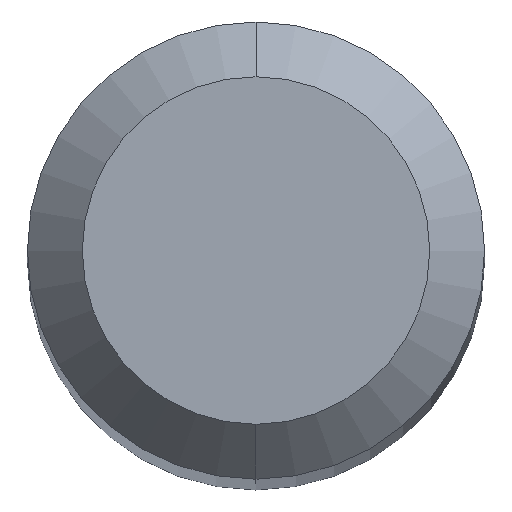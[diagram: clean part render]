
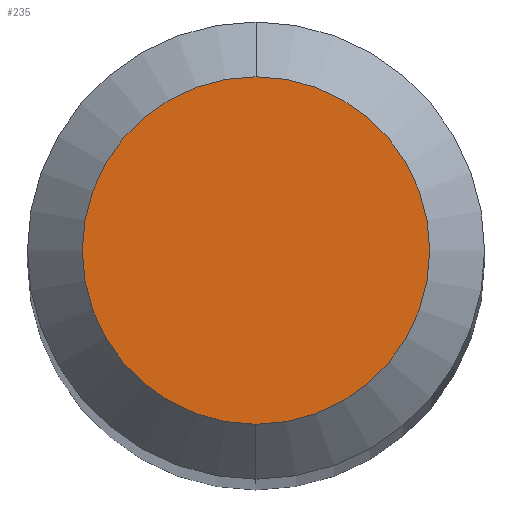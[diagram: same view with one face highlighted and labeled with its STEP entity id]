
A CAD part, top view. The second image highlights one B-rep face of the part: STEP entity #235.
In plain terms, the highlighted planar face has unit normal (0, 0, 1).
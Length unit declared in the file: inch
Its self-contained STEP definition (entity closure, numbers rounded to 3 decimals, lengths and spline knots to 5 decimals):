
#38 = ORIENTED_EDGE ( 'NONE', *, *, #452, .T. ) ;
#93 = CARTESIAN_POINT ( 'NONE',  ( 0., 0., 0. ) ) ;
#97 = PLANE ( 'NONE',  #509 ) ;
#117 = CIRCLE ( 'NONE', #288, 0.0475 ) ;
#128 = VERTEX_POINT ( 'NONE', #321 ) ;
#150 = EDGE_CURVE ( 'NONE', #128, #378, #184, .T. ) ;
#184 = CIRCLE ( 'NONE', #490, 0.0475 ) ;
#189 = CARTESIAN_POINT ( 'NONE',  ( 0., 0., 0. ) ) ;
#209 = DIRECTION ( 'NONE',  ( 0., 0., -1. ) ) ;
#235 = ADVANCED_FACE ( 'NONE', ( #408 ), #97, .F. ) ;
#288 = AXIS2_PLACEMENT_3D ( 'NONE', #189, #513, #531 ) ;
#321 = CARTESIAN_POINT ( 'NONE',  ( 0., 0.0475, 0. ) ) ;
#327 = DIRECTION ( 'NONE',  ( 0., -1., 0. ) ) ;
#368 = CARTESIAN_POINT ( 'NONE',  ( 0., 0.0475, 0. ) ) ;
#378 = VERTEX_POINT ( 'NONE', #429 ) ;
#408 = FACE_OUTER_BOUND ( 'NONE', #496, .T. ) ;
#429 = CARTESIAN_POINT ( 'NONE',  ( 0., -0.0475, 0. ) ) ;
#441 = DIRECTION ( 'NONE',  ( 0., 0., 1. ) ) ;
#452 = EDGE_CURVE ( 'NONE', #378, #128, #117, .T. ) ;
#454 = DIRECTION ( 'NONE',  ( 0., 1., 0. ) ) ;
#490 = AXIS2_PLACEMENT_3D ( 'NONE', #93, #441, #327 ) ;
#496 = EDGE_LOOP ( 'NONE', ( #546, #38 ) ) ;
#509 = AXIS2_PLACEMENT_3D ( 'NONE', #368, #209, #454 ) ;
#513 = DIRECTION ( 'NONE',  ( 0., 0., 1. ) ) ;
#531 = DIRECTION ( 'NONE',  ( 0., -1., 0. ) ) ;
#546 = ORIENTED_EDGE ( 'NONE', *, *, #150, .T. ) ;
